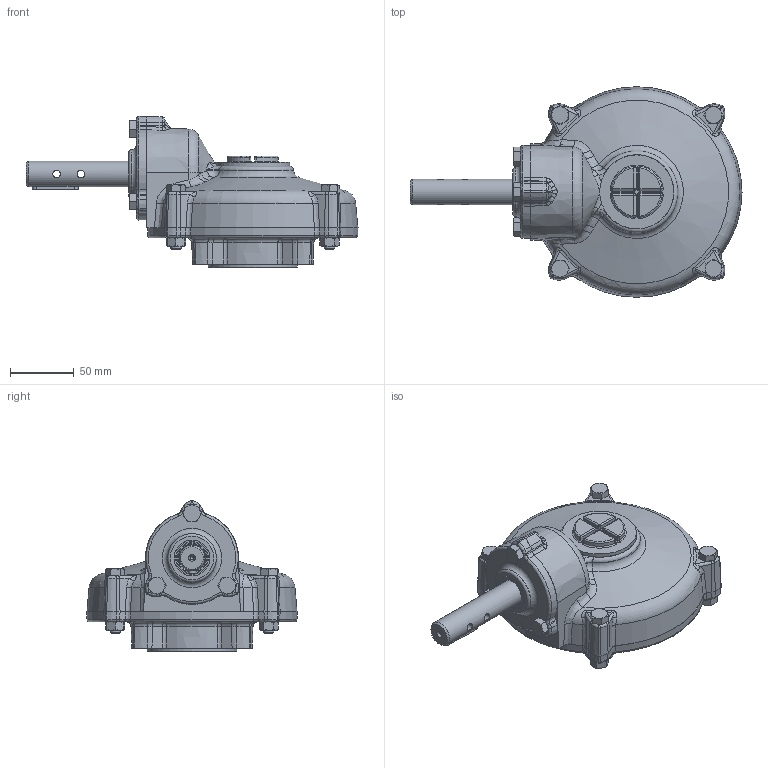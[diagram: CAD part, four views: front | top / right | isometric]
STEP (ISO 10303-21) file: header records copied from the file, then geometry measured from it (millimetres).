
FILE_DESCRIPTION(/* description */ ('Unknown'),/* implementation_level */ '2;1');
FILE_NAME(/* name */ 'PUB-HOB3-F10_FA10',/* time_stamp */ '2016-11-30T12:09:19+00:00',/* author */ ('Unknown'),/* organization */ ('Unknown'),/* preprocessor_version */ 'ST-DEVELOPER v16',/* originating_system */ 'DEX',/* authorisation */ $);
FILE_SCHEMA (('AUTOMOTIVE_DESIGN {1 0 10303 214 3 1 1}'));
Length unit declared in the file: millimetre
Products named in the file (1): PUB-HOB3-F10_FA10
Bounding box: 259.9 x 164.79 x 118.81 mm (x, y, z)
Volume: 834919.4 mm3; surface area: 247705.5 mm2
Topology: 21 solids, 22 shells, 1028 faces, 2359 edges, 1369 vertices
Faces by surface type: cone 235, plane 233, cylinder 199, torus 175, bspline 136, sphere 50
Full cylindrical faces by diameter (mm): 2.5 x2, 6 x3, 6.647 x6, 6.8 x4, 8 x7, 8.376 x8, 9 x11, 20 x1, 21.533 x1, 23 x2, 27.667 x1, 28 x2, 44 x1, 49.835 x1, 52 x1, 54 x1, 55 x3, 55.05 x2, 58 x4, 60.5 x1, 69 x2, 69.95 x1, 73 x1, 76 x1, 79.36 x1, 80 x1, 84.95 x2, 85 x1, 151 x1, 155 x3
Entity records: 43860 total; most frequent: CARTESIAN_POINT 16432, DIRECTION 4375, ORIENTED_EDGE 4128, EDGE_CURVE 2064, AXIS2_PLACEMENT_3D 1960, VERTEX_POINT 1310, FACE_BOUND 1306, EDGE_LOOP 1295
